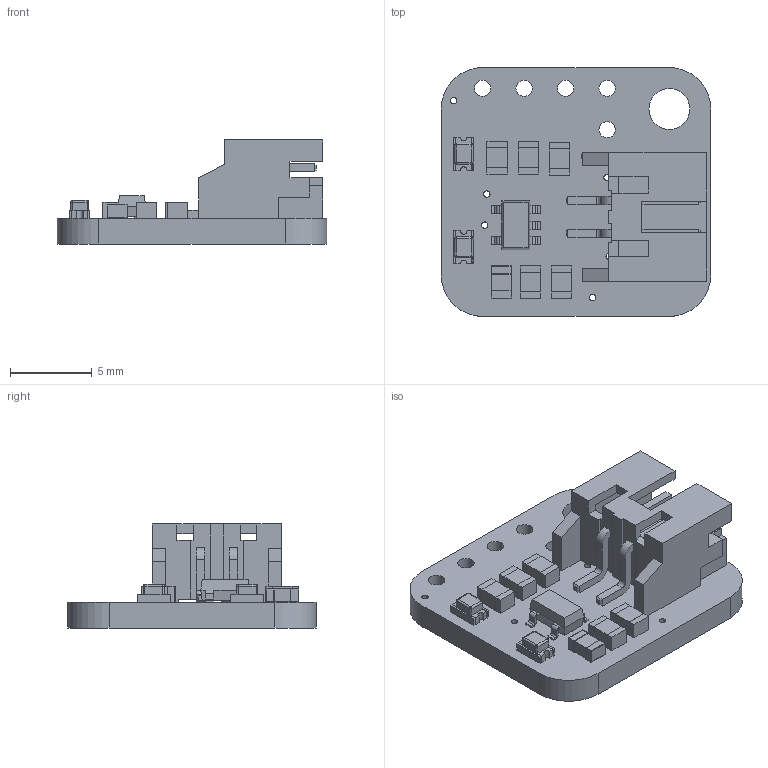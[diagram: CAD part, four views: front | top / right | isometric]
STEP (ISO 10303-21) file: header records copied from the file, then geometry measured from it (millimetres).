
FILE_DESCRIPTION(/* description */ (''),/* implementation_level */ '2;1');
FILE_NAME(/* name */ '2124 Trinket Lipo Backpack.step',/* time_stamp */ '2019-12-11T17:41:05-05:00',/* author */ (''),/* organization */ (''),/* preprocessor_version */ 'ST-DEVELOPER v18',/* originating_system */ 'Autodesk Translation Framework v8.12.0.6',/* authorisation */ '');
FILE_SCHEMA (('AUTOMOTIVE_DESIGN { 1 0 10303 214 3 1 1 }'));
Length unit declared in the file: millimetre
Products named in the file (8): Adafruit protrinket backpack; PCB Component; Board; MCP73831T-2ACI/OT; GREEN; 2.5K; JSTPH; 10K\
Assembly tree (12 placements, depth 3):
  Adafruit protrinket backpack
    PCB Component
      Board
      MCP73831T-2ACI/OT
      GREEN  x2
      2.5K  x5
      JSTPH
      10K\
Bounding box: 16.51 x 15.24 x 6.37 mm (x, y, z)
Volume: 497.4 mm3; surface area: 1177.2 mm2
Topology: 17 solids, 17 shells, 465 faces, 1206 edges, 752 vertices
Faces by surface type: plane 351, cylinder 90, sphere 24
Full cylindrical faces by diameter (mm): 0.394 x8, 1 x5, 2.5 x1
Entity records: 11177 total; most frequent: CARTESIAN_POINT 1856, DIRECTION 1825, ORIENTED_EDGE 1814, EDGE_CURVE 907, LINE 743, VECTOR 743, VERTEX_POINT 572, AXIS2_PLACEMENT_3D 541
